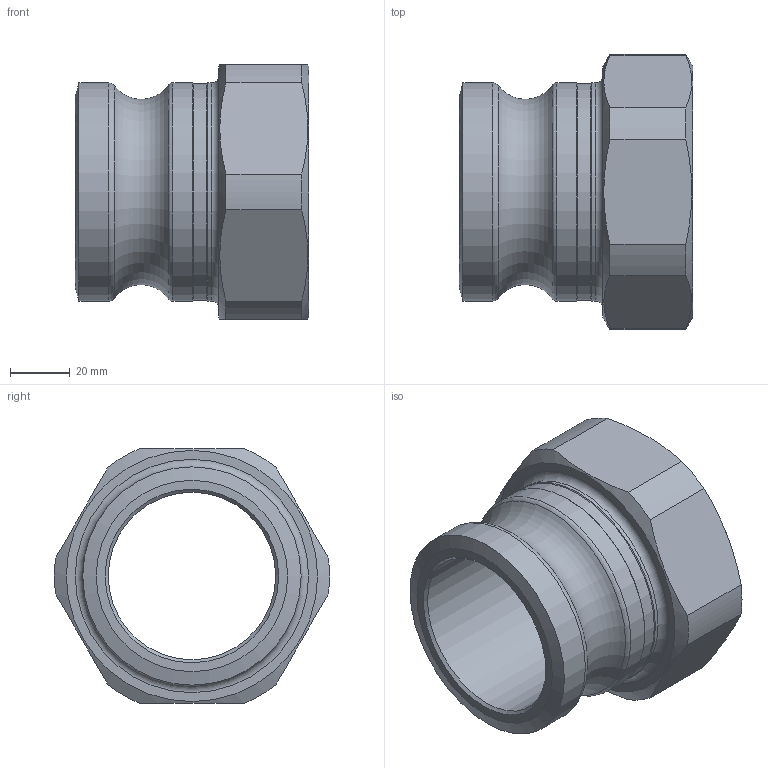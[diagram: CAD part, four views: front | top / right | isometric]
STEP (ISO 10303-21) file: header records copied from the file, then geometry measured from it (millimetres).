
FILE_DESCRIPTION(/* description */ ('INNENGEWINDESTECKER G 2.1/2"'),/* implementation_level */ '2;1');
FILE_NAME(/* name */ 'vig_25_65.stp',/* time_stamp */ '2020-04-20T13:26:44+02:00',/* author */ ('ertl'),/* organization */ (''),/* preprocessor_version */ 'ST-DEVELOPER v17',/* originating_system */ 'Autodesk Inventor 2018',/* authorisation */ '132551,44 mm^3');
FILE_SCHEMA (('AUTOMOTIVE_DESIGN { 1 0 10303 214 3 1 1 }'));
Length unit declared in the file: millimetre
Products named in the file (1): 20051008B0000062-00
Bounding box: 78 x 91.96 x 85 mm (x, y, z)
Volume: 132291.7 mm3; surface area: 41199.2 mm2
Topology: 1 solids, 1 shells, 36 faces, 104 edges, 72 vertices
Faces by surface type: cylinder 13, plane 10, cone 9, torus 4
Full cylindrical faces by diameter (mm): 56 x1, 72.226 x1, 72.5 x1, 73 x3, 75.184 x1
Entity records: 1310 total; most frequent: CARTESIAN_POINT 237, DIRECTION 230, ORIENTED_EDGE 208, EDGE_CURVE 104, AXIS2_PLACEMENT_3D 101, VERTEX_POINT 72, CIRCLE 64, EDGE_LOOP 40
